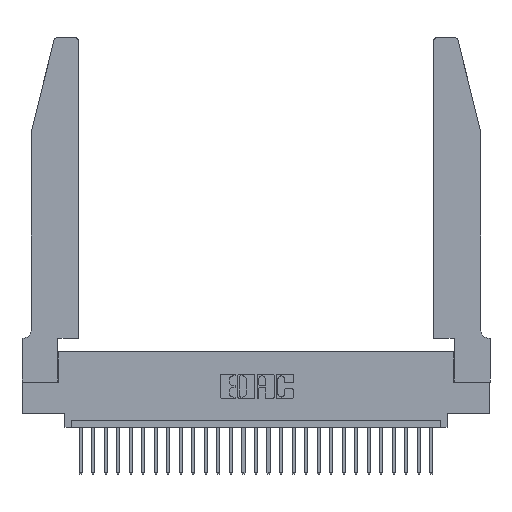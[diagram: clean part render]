
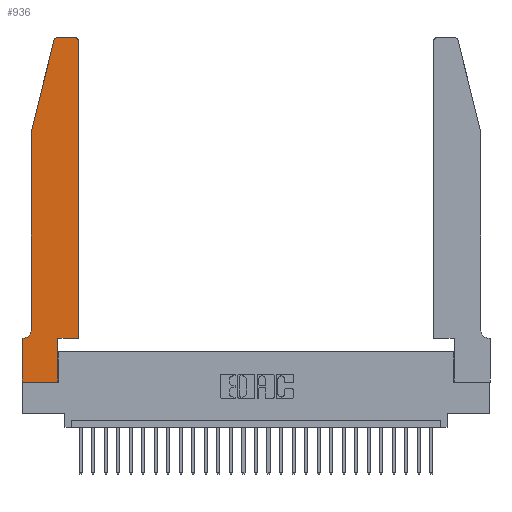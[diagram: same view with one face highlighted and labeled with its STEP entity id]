
A CAD part, top view. The second image highlights one B-rep face of the part: STEP entity #936.
In plain terms, the highlighted planar face has unit normal (0, 0, 1).
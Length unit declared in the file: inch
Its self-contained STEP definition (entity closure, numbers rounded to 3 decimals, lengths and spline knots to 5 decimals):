
#46 = EDGE_CURVE ( 'NONE', #6101, #24711, #6318, .T. ) ;
#305 = AXIS2_PLACEMENT_3D ( 'NONE', #13091, #28431, #24105 ) ;
#359 = LINE ( 'NONE', #16127, #9020 ) ;
#936 = ADVANCED_FACE ( 'NONE', ( #13163 ), #5055, .T. ) ;
#1027 = LINE ( 'NONE', #12187, #23802 ) ;
#1278 = CARTESIAN_POINT ( 'NONE',  ( 0.4505, 0.35, 0.37 ) ) ;
#1300 = EDGE_CURVE ( 'NONE', #1842, #21429, #14511, .T. ) ;
#1319 = DIRECTION ( 'NONE',  ( 0., -1., 0. ) ) ;
#1392 = ORIENTED_EDGE ( 'NONE', *, *, #17297, .T. ) ;
#1842 = VERTEX_POINT ( 'NONE', #19044 ) ;
#1920 = CARTESIAN_POINT ( 'NONE',  ( 0.2865, 0.35, 0.37 ) ) ;
#2108 = ORIENTED_EDGE ( 'NONE', *, *, #17833, .T. ) ;
#2459 = LINE ( 'NONE', #19959, #21745 ) ;
#2508 = VERTEX_POINT ( 'NONE', #11313 ) ;
#2765 = DIRECTION ( 'NONE',  ( 0., 0., 1. ) ) ;
#2863 = CIRCLE ( 'NONE', #3091, 0.03 ) ;
#3091 = AXIS2_PLACEMENT_3D ( 'NONE', #28008, #6095, #28300 ) ;
#3106 = LINE ( 'NONE', #9580, #22380 ) ;
#3475 = CARTESIAN_POINT ( 'NONE',  ( 0.0755, 2., 0.37 ) ) ;
#4478 = CARTESIAN_POINT ( 'NONE',  ( 0.284, 2.75, 0.37 ) ) ;
#4907 = EDGE_CURVE ( 'NONE', #8692, #5927, #12220, .T. ) ;
#5055 = PLANE ( 'NONE',  #8585 ) ;
#5198 = DIRECTION ( 'NONE',  ( -0.239, -0.971, 0. ) ) ;
#5575 = CARTESIAN_POINT ( 'NONE',  ( 0.2865, 0., 0.37 ) ) ;
#5927 = VERTEX_POINT ( 'NONE', #19822 ) ;
#6095 = DIRECTION ( 'NONE',  ( 0., 0., 1. ) ) ;
#6101 = VERTEX_POINT ( 'NONE', #28168 ) ;
#6318 = LINE ( 'NONE', #3475, #13578 ) ;
#6483 = DIRECTION ( 'NONE',  ( 0., -1., 0. ) ) ;
#6919 = ORIENTED_EDGE ( 'NONE', *, *, #8370, .T. ) ;
#7362 = EDGE_LOOP ( 'NONE', ( #13048, #2108, #1392, #12529, #23618, #9211, #27936, #8684, #9180, #6919, #13788, #15220 ) ) ;
#7441 = DIRECTION ( 'NONE',  ( 1., 0., 0. ) ) ;
#7941 = CIRCLE ( 'NONE', #10279, 0.07 ) ;
#8370 = EDGE_CURVE ( 'NONE', #22891, #8410, #21831, .T. ) ;
#8410 = VERTEX_POINT ( 'NONE', #20999 ) ;
#8585 = AXIS2_PLACEMENT_3D ( 'NONE', #18245, #2765, #24560 ) ;
#8616 = CARTESIAN_POINT ( 'NONE',  ( 0., 0.35, 0.37 ) ) ;
#8684 = ORIENTED_EDGE ( 'NONE', *, *, #28211, .T. ) ;
#8692 = VERTEX_POINT ( 'NONE', #17862 ) ;
#9020 = VECTOR ( 'NONE', #27093, 39.37008 ) ;
#9180 = ORIENTED_EDGE ( 'NONE', *, *, #10609, .T. ) ;
#9211 = ORIENTED_EDGE ( 'NONE', *, *, #1300, .T. ) ;
#9576 = EDGE_CURVE ( 'NONE', #21429, #2508, #2459, .T. ) ;
#9580 = CARTESIAN_POINT ( 'NONE',  ( 0., 0., 0.37 ) ) ;
#10279 = AXIS2_PLACEMENT_3D ( 'NONE', #16914, #18912, #27697 ) ;
#10609 = EDGE_CURVE ( 'NONE', #27157, #22891, #16171, .T. ) ;
#11313 = CARTESIAN_POINT ( 'NONE',  ( 0., 0., 0.37 ) ) ;
#12187 = CARTESIAN_POINT ( 'NONE',  ( 0.2605, 2.75, 0.37 ) ) ;
#12220 = CIRCLE ( 'NONE', #305, 0.03 ) ;
#12529 = ORIENTED_EDGE ( 'NONE', *, *, #46, .T. ) ;
#12945 = DIRECTION ( 'NONE',  ( -1., 0., 0. ) ) ;
#13048 = ORIENTED_EDGE ( 'NONE', *, *, #21247, .T. ) ;
#13091 = CARTESIAN_POINT ( 'NONE',  ( 0.4205, 2.72, 0.37 ) ) ;
#13163 = FACE_OUTER_BOUND ( 'NONE', #7362, .T. ) ;
#13578 = VECTOR ( 'NONE', #1319, 39.37008 ) ;
#13653 = EDGE_CURVE ( 'NONE', #24711, #1842, #7941, .T. ) ;
#13788 = ORIENTED_EDGE ( 'NONE', *, *, #21022, .T. ) ;
#14110 = CARTESIAN_POINT ( 'NONE',  ( 0.0755, 0.42, 0.37 ) ) ;
#14511 = LINE ( 'NONE', #18796, #18285 ) ;
#14771 = CARTESIAN_POINT ( 'NONE',  ( 0.0755, 2., 0.37 ) ) ;
#15220 = ORIENTED_EDGE ( 'NONE', *, *, #4907, .T. ) ;
#16009 = VECTOR ( 'NONE', #5198, 39.37008 ) ;
#16127 = CARTESIAN_POINT ( 'NONE',  ( 0.4505, 0.35, 0.37 ) ) ;
#16171 = LINE ( 'NONE', #1920, #21690 ) ;
#16662 = VECTOR ( 'NONE', #23232, 39.37008 ) ;
#16914 = CARTESIAN_POINT ( 'NONE',  ( 0.0055, 0.42, 0.37 ) ) ;
#17297 = EDGE_CURVE ( 'NONE', #17442, #6101, #27624, .T. ) ;
#17442 = VERTEX_POINT ( 'NONE', #25753 ) ;
#17833 = EDGE_CURVE ( 'NONE', #27927, #17442, #2863, .T. ) ;
#17862 = CARTESIAN_POINT ( 'NONE',  ( 0.4505, 2.72, 0.37 ) ) ;
#18245 = CARTESIAN_POINT ( 'NONE',  ( 0., 0.35, 0.37 ) ) ;
#18285 = VECTOR ( 'NONE', #12945, 39.37008 ) ;
#18796 = CARTESIAN_POINT ( 'NONE',  ( 0.0755, 0.35, 0.37 ) ) ;
#18912 = DIRECTION ( 'NONE',  ( 0., 0., -1. ) ) ;
#19044 = CARTESIAN_POINT ( 'NONE',  ( 0.0055, 0.35, 0.37 ) ) ;
#19822 = CARTESIAN_POINT ( 'NONE',  ( 0.4205, 2.75, 0.37 ) ) ;
#19959 = CARTESIAN_POINT ( 'NONE',  ( 0., 0., 0.37 ) ) ;
#20999 = CARTESIAN_POINT ( 'NONE',  ( 0.4505, 0.35, 0.37 ) ) ;
#21022 = EDGE_CURVE ( 'NONE', #8410, #8692, #359, .T. ) ;
#21247 = EDGE_CURVE ( 'NONE', #5927, #27927, #1027, .T. ) ;
#21429 = VERTEX_POINT ( 'NONE', #8616 ) ;
#21690 = VECTOR ( 'NONE', #24029, 39.37008 ) ;
#21745 = VECTOR ( 'NONE', #6483, 39.37008 ) ;
#21831 = LINE ( 'NONE', #1278, #16662 ) ;
#22380 = VECTOR ( 'NONE', #7441, 39.37008 ) ;
#22891 = VERTEX_POINT ( 'NONE', #25326 ) ;
#23195 = DIRECTION ( 'NONE',  ( -1., 0., 0. ) ) ;
#23232 = DIRECTION ( 'NONE',  ( 1., 0., 0. ) ) ;
#23618 = ORIENTED_EDGE ( 'NONE', *, *, #13653, .T. ) ;
#23802 = VECTOR ( 'NONE', #23195, 39.37008 ) ;
#24029 = DIRECTION ( 'NONE',  ( 0., 1., 0. ) ) ;
#24105 = DIRECTION ( 'NONE',  ( 1., 0., 0. ) ) ;
#24560 = DIRECTION ( 'NONE',  ( 1., 0., 0. ) ) ;
#24711 = VERTEX_POINT ( 'NONE', #14110 ) ;
#25326 = CARTESIAN_POINT ( 'NONE',  ( 0.2865, 0.35, 0.37 ) ) ;
#25753 = CARTESIAN_POINT ( 'NONE',  ( 0.25487, 2.72718, 0.37 ) ) ;
#27093 = DIRECTION ( 'NONE',  ( 0., 1., 0. ) ) ;
#27157 = VERTEX_POINT ( 'NONE', #5575 ) ;
#27624 = LINE ( 'NONE', #14771, #16009 ) ;
#27697 = DIRECTION ( 'NONE',  ( -1., 0., 0. ) ) ;
#27927 = VERTEX_POINT ( 'NONE', #4478 ) ;
#27936 = ORIENTED_EDGE ( 'NONE', *, *, #9576, .T. ) ;
#28008 = CARTESIAN_POINT ( 'NONE',  ( 0.284, 2.72, 0.37 ) ) ;
#28168 = CARTESIAN_POINT ( 'NONE',  ( 0.0755, 2., 0.37 ) ) ;
#28211 = EDGE_CURVE ( 'NONE', #2508, #27157, #3106, .T. ) ;
#28300 = DIRECTION ( 'NONE',  ( 1., 0., 0. ) ) ;
#28431 = DIRECTION ( 'NONE',  ( 0., 0., 1. ) ) ;
